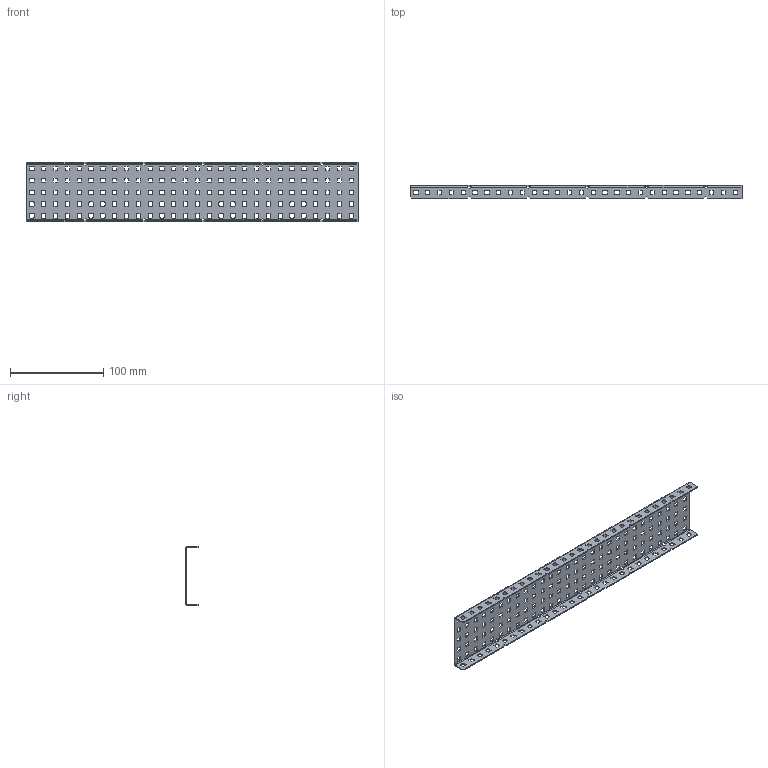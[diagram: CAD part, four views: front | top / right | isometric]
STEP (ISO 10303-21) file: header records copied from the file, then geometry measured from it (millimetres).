
FILE_DESCRIPTION(/* description */ (''),/* implementation_level */ '2;1');
FILE_NAME(/* name */ 'Aluminum C-Channel 1x5x1x28.ipt.step',/* time_stamp */ '2020-04-16T23:01:07-04:00',/* author */ ('Jordan'),/* organization */ (''),/* preprocessor_version */ 'ST-DEVELOPER v17',/* originating_system */ 'Autodesk Inventor 2019',/* authorisation */ '');
FILE_SCHEMA (('AUTOMOTIVE_DESIGN { 1 0 10303 214 3 1 1 }'));
Products named in the file (1): Aluminum C-Channel 1x5x1x28
Bounding box: 356.56 x 13.87 x 63.5 mm (x, y, z)
Volume: 31490.8 mm3; surface area: 59157.9 mm2
Topology: 1 solids, 1 shells, 1718 faces, 5361 edges, 3630 vertices
Faces by surface type: plane 870, cylinder 808, bspline 40
Entity records: 61718 total; most frequent: CARTESIAN_POINT 12374, DIRECTION 10406, ORIENTED_EDGE 10320, EDGE_CURVE 5160, LINE 3504, VECTOR 3504, AXIS2_PLACEMENT_3D 3451, VERTEX_POINT 3424
